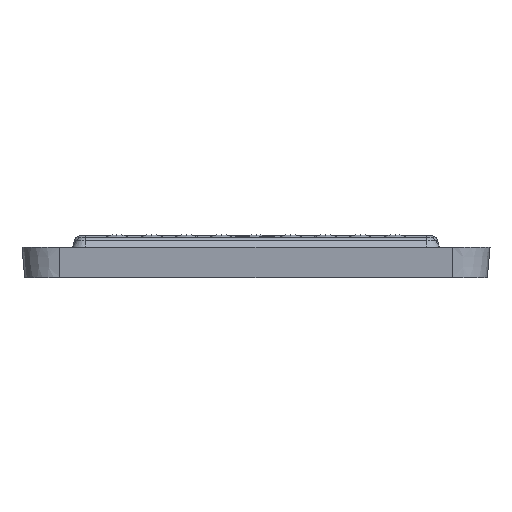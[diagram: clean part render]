
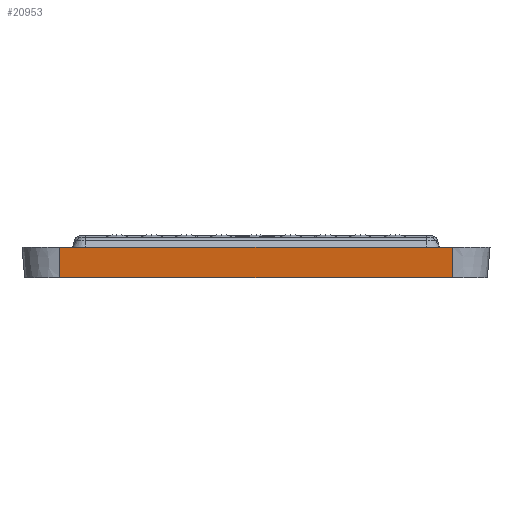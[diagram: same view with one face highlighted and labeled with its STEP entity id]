
A CAD part, left-side view. The second image highlights one B-rep face of the part: STEP entity #20953.
In plain terms, the highlighted planar face has unit normal (-0.996, 0, -0.087).
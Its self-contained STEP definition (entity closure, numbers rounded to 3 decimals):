
#1145 = LINE ( 'NONE', #11527, #13916 ) ;
#1590 = LINE ( 'NONE', #11971, #21430 ) ;
#1765 = ORIENTED_EDGE ( 'NONE', *, *, #19670, .T. ) ;
#3381 = CARTESIAN_POINT ( 'NONE',  ( -125., -31., 4.8 ) ) ;
#3738 = DIRECTION ( 'NONE',  ( -0.087, 0., 0.996 ) ) ;
#3886 = ORIENTED_EDGE ( 'NONE', *, *, #23363, .F. ) ;
#4305 = LINE ( 'NONE', #14684, #14938 ) ;
#6293 = PLANE ( 'NONE',  #10874 ) ;
#8397 = VERTEX_POINT ( 'NONE', #17691 ) ;
#10270 = DIRECTION ( 'NONE',  ( 0.087, 0., -0.996 ) ) ;
#10874 = AXIS2_PLACEMENT_3D ( 'NONE', #16665, #27020, #3738 ) ;
#11527 = CARTESIAN_POINT ( 'NONE',  ( -125., 0., 4.8 ) ) ;
#11971 = CARTESIAN_POINT ( 'NONE',  ( -125., 31., 4.8 ) ) ;
#13032 = ORIENTED_EDGE ( 'NONE', *, *, #28486, .T. ) ;
#13916 = VECTOR ( 'NONE', #21886, 1000. ) ;
#14449 = VECTOR ( 'NONE', #10270, 1000. ) ;
#14684 = CARTESIAN_POINT ( 'NONE',  ( -124.58, 41.442, 0. ) ) ;
#14938 = VECTOR ( 'NONE', #25037, 1000. ) ;
#16546 = CARTESIAN_POINT ( 'NONE',  ( -125., 31., 4.8 ) ) ;
#16665 = CARTESIAN_POINT ( 'NONE',  ( -125., 41.442, 4.8 ) ) ;
#16824 = ORIENTED_EDGE ( 'NONE', *, *, #20582, .F. ) ;
#17691 = CARTESIAN_POINT ( 'NONE',  ( -124.58, 31., 0. ) ) ;
#19670 = EDGE_CURVE ( 'NONE', #28438, #8397, #1590, .T. ) ;
#20582 = EDGE_CURVE ( 'NONE', #30828, #30747, #23166, .T. ) ;
#20953 = ADVANCED_FACE ( 'NONE', ( #29582 ), #6293, .T. ) ;
#21430 = VECTOR ( 'NONE', #22334, 1000. ) ;
#21886 = DIRECTION ( 'NONE',  ( 0., -1., 0. ) ) ;
#22334 = DIRECTION ( 'NONE',  ( 0.087, 0., -0.996 ) ) ;
#23166 = LINE ( 'NONE', #33538, #14449 ) ;
#23363 = EDGE_CURVE ( 'NONE', #28438, #30828, #1145, .T. ) ;
#23595 = CARTESIAN_POINT ( 'NONE',  ( -124.58, -31., 0. ) ) ;
#25037 = DIRECTION ( 'NONE',  ( 0., -1., 0. ) ) ;
#27020 = DIRECTION ( 'NONE',  ( -0.996, 0., -0.087 ) ) ;
#28438 = VERTEX_POINT ( 'NONE', #16546 ) ;
#28486 = EDGE_CURVE ( 'NONE', #8397, #30747, #4305, .T. ) ;
#29582 = FACE_OUTER_BOUND ( 'NONE', #33620, .T. ) ;
#30747 = VERTEX_POINT ( 'NONE', #23595 ) ;
#30828 = VERTEX_POINT ( 'NONE', #3381 ) ;
#33538 = CARTESIAN_POINT ( 'NONE',  ( -43781.423, -31., 499000. ) ) ;
#33620 = EDGE_LOOP ( 'NONE', ( #1765, #13032, #16824, #3886 ) ) ;
